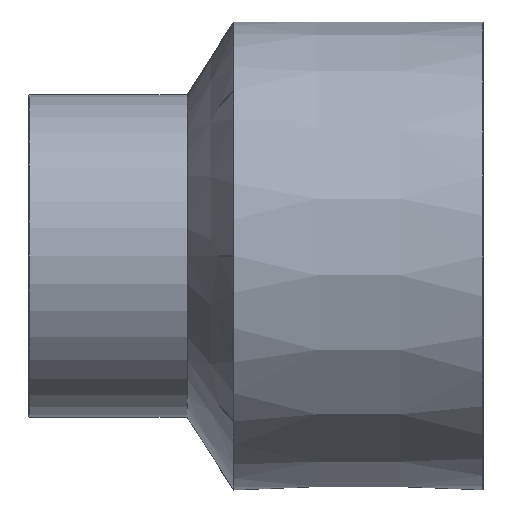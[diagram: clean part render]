
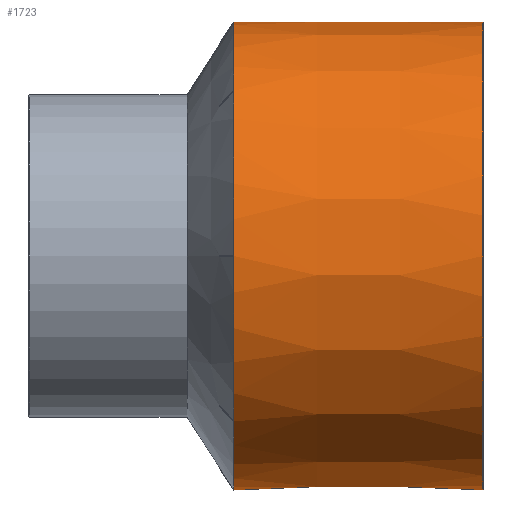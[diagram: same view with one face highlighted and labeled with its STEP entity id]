
A CAD part, left-side view. The second image highlights one B-rep face of the part: STEP entity #1723.
In plain terms, the highlighted conical face has half-angle 0.03 degrees and reference radius 90 mm.
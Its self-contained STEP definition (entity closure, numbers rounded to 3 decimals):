
#1702=CONICAL_SURFACE('',#28555,90.,0.03);
#1723=ADVANCED_FACE('',(#7783,#7784),#1702,.T.);
#4717=CIRCLE('',#28467,90.05);
#4718=CIRCLE('',#28468,90.05);
#4719=CIRCLE('',#28469,90.05);
#4720=CIRCLE('',#28470,90.05);
#4721=CIRCLE('',#28471,90.05);
#4722=CIRCLE('',#28472,90.05);
#4723=CIRCLE('',#28473,90.05);
#4724=CIRCLE('',#28474,90.05);
#4791=CIRCLE('',#28553,90.);
#4792=CIRCLE('',#28554,90.05);
#7783=FACE_BOUND('',#7884,.T.);
#7784=FACE_BOUND('',#7885,.T.);
#7884=EDGE_LOOP('',(#10533));
#7885=EDGE_LOOP('',(#10534,#10535,#10536,#10537,#10538,#10539,#10540,#10541,
#10542,#10543,#10544,#10545,#10546,#10547,#10548,#10549));
#10533=ORIENTED_EDGE('',*,*,#22296,.T.);
#10534=ORIENTED_EDGE('',*,*,#22297,.T.);
#10535=ORIENTED_EDGE('',*,*,#22130,.T.);
#10536=ORIENTED_EDGE('',*,*,#22298,.T.);
#10537=ORIENTED_EDGE('',*,*,#22186,.T.);
#10538=ORIENTED_EDGE('',*,*,#22299,.T.);
#10539=ORIENTED_EDGE('',*,*,#22178,.T.);
#10540=ORIENTED_EDGE('',*,*,#22300,.T.);
#10541=ORIENTED_EDGE('',*,*,#22170,.T.);
#10542=ORIENTED_EDGE('',*,*,#22301,.T.);
#10543=ORIENTED_EDGE('',*,*,#22162,.T.);
#10544=ORIENTED_EDGE('',*,*,#22302,.T.);
#10545=ORIENTED_EDGE('',*,*,#22154,.T.);
#10546=ORIENTED_EDGE('',*,*,#22303,.T.);
#10547=ORIENTED_EDGE('',*,*,#22146,.T.);
#10548=ORIENTED_EDGE('',*,*,#22304,.T.);
#10549=ORIENTED_EDGE('',*,*,#22138,.T.);
#19201=VERTEX_POINT('',#40837);
#19202=VERTEX_POINT('',#40839);
#19209=VERTEX_POINT('',#40922);
#19210=VERTEX_POINT('',#40924);
#19217=VERTEX_POINT('',#41007);
#19218=VERTEX_POINT('',#41009);
#19225=VERTEX_POINT('',#41092);
#19226=VERTEX_POINT('',#41094);
#19233=VERTEX_POINT('',#41177);
#19234=VERTEX_POINT('',#41179);
#19241=VERTEX_POINT('',#41262);
#19242=VERTEX_POINT('',#41264);
#19249=VERTEX_POINT('',#41347);
#19250=VERTEX_POINT('',#41349);
#19257=VERTEX_POINT('',#41432);
#19258=VERTEX_POINT('',#41434);
#19341=VERTEX_POINT('',#41806);
#22130=EDGE_CURVE('',#19202,#19201,#4717,.T.);
#22138=EDGE_CURVE('',#19210,#19209,#4718,.T.);
#22146=EDGE_CURVE('',#19218,#19217,#4719,.T.);
#22154=EDGE_CURVE('',#19226,#19225,#4720,.T.);
#22162=EDGE_CURVE('',#19234,#19233,#4721,.T.);
#22170=EDGE_CURVE('',#19242,#19241,#4722,.T.);
#22178=EDGE_CURVE('',#19250,#19249,#4723,.T.);
#22186=EDGE_CURVE('',#19258,#19257,#4724,.T.);
#22296=EDGE_CURVE('',#19341,#19341,#4791,.T.);
#22297=EDGE_CURVE('',#19209,#19202,#4792,.T.);
#22298=EDGE_CURVE('',#19201,#19258,#26567,.T.);
#22299=EDGE_CURVE('',#19257,#19250,#26568,.T.);
#22300=EDGE_CURVE('',#19249,#19242,#26569,.T.);
#22301=EDGE_CURVE('',#19241,#19234,#26570,.T.);
#22302=EDGE_CURVE('',#19233,#19226,#26571,.T.);
#22303=EDGE_CURVE('',#19225,#19218,#26572,.T.);
#22304=EDGE_CURVE('',#19217,#19210,#26573,.T.);
#26567=B_SPLINE_CURVE_WITH_KNOTS('',3,(#41808,#41809,#41810,#41811),
 .UNSPECIFIED.,.F.,.F.,(4,4),(0.,1.),.UNSPECIFIED.);
#26568=B_SPLINE_CURVE_WITH_KNOTS('',3,(#41812,#41813,#41814,#41815),
 .UNSPECIFIED.,.F.,.F.,(4,4),(0.,1.),.UNSPECIFIED.);
#26569=B_SPLINE_CURVE_WITH_KNOTS('',3,(#41816,#41817,#41818,#41819),
 .UNSPECIFIED.,.F.,.F.,(4,4),(0.,1.),.UNSPECIFIED.);
#26570=B_SPLINE_CURVE_WITH_KNOTS('',3,(#41820,#41821,#41822,#41823),
 .UNSPECIFIED.,.F.,.F.,(4,4),(0.,1.),.UNSPECIFIED.);
#26571=B_SPLINE_CURVE_WITH_KNOTS('',3,(#41824,#41825,#41826,#41827),
 .UNSPECIFIED.,.F.,.F.,(4,4),(0.,1.),.UNSPECIFIED.);
#26572=B_SPLINE_CURVE_WITH_KNOTS('',3,(#41828,#41829,#41830,#41831),
 .UNSPECIFIED.,.F.,.F.,(4,4),(0.,1.),.UNSPECIFIED.);
#26573=B_SPLINE_CURVE_WITH_KNOTS('',3,(#41832,#41833,#41834,#41835),
 .UNSPECIFIED.,.F.,.F.,(4,4),(0.,1.),.UNSPECIFIED.);
#28467=AXIS2_PLACEMENT_3D('',#40838,#30284,#30285);
#28468=AXIS2_PLACEMENT_3D('',#40923,#30286,#30287);
#28469=AXIS2_PLACEMENT_3D('',#41008,#30288,#30289);
#28470=AXIS2_PLACEMENT_3D('',#41093,#30290,#30291);
#28471=AXIS2_PLACEMENT_3D('',#41178,#30292,#30293);
#28472=AXIS2_PLACEMENT_3D('',#41263,#30294,#30295);
#28473=AXIS2_PLACEMENT_3D('',#41348,#30296,#30297);
#28474=AXIS2_PLACEMENT_3D('',#41433,#30298,#30299);
#28553=AXIS2_PLACEMENT_3D('',#41805,#30478,#30479);
#28554=AXIS2_PLACEMENT_3D('',#41807,#30480,#30481);
#28555=AXIS2_PLACEMENT_3D('',#41836,#30482,#30483);
#30284=DIRECTION('',(0.,-1.,0.));
#30285=DIRECTION('',(0.,0.,-1.));
#30286=DIRECTION('',(0.,-1.,0.));
#30287=DIRECTION('',(0.,0.,-1.));
#30288=DIRECTION('',(0.,-1.,0.));
#30289=DIRECTION('',(0.,0.,-1.));
#30290=DIRECTION('',(0.,-1.,0.));
#30291=DIRECTION('',(0.,0.,-1.));
#30292=DIRECTION('',(0.,-1.,0.));
#30293=DIRECTION('',(0.,0.,-1.));
#30294=DIRECTION('',(0.,-1.,0.));
#30295=DIRECTION('',(0.,0.,-1.));
#30296=DIRECTION('',(0.,-1.,0.));
#30297=DIRECTION('',(0.,0.,-1.));
#30298=DIRECTION('',(0.,-1.,0.));
#30299=DIRECTION('',(0.,0.,-1.));
#30478=DIRECTION('',(0.,1.,0.));
#30479=DIRECTION('',(0.,0.,-1.));
#30480=DIRECTION('',(0.,-1.,0.));
#30481=DIRECTION('',(0.,0.,-1.));
#30482=DIRECTION('',(0.,1.,0.));
#30483=DIRECTION('',(0.,0.,1.));
#40837=CARTESIAN_POINT('',(9484.486,-716.367,-209.673));
#40838=CARTESIAN_POINT('',(9548.163,-716.367,-146.));
#40839=CARTESIAN_POINT('',(9458.113,-716.367,-146.003));
#40922=CARTESIAN_POINT('',(9458.113,-716.367,-145.997));
#40923=CARTESIAN_POINT('',(9548.163,-716.367,-146.));
#40924=CARTESIAN_POINT('',(9484.486,-716.367,-82.327));
#41007=CARTESIAN_POINT('',(9484.49,-716.367,-82.323));
#41008=CARTESIAN_POINT('',(9548.163,-716.367,-146.));
#41009=CARTESIAN_POINT('',(9548.16,-716.367,-55.95));
#41092=CARTESIAN_POINT('',(9548.166,-716.367,-55.95));
#41093=CARTESIAN_POINT('',(9548.163,-716.367,-146.));
#41094=CARTESIAN_POINT('',(9611.836,-716.367,-82.323));
#41177=CARTESIAN_POINT('',(9611.84,-716.367,-82.327));
#41178=CARTESIAN_POINT('',(9548.163,-716.367,-146.));
#41179=CARTESIAN_POINT('',(9638.213,-716.367,-145.997));
#41262=CARTESIAN_POINT('',(9638.213,-716.367,-146.003));
#41263=CARTESIAN_POINT('',(9548.163,-716.367,-146.));
#41264=CARTESIAN_POINT('',(9611.84,-716.367,-209.673));
#41347=CARTESIAN_POINT('',(9611.836,-716.367,-209.677));
#41348=CARTESIAN_POINT('',(9548.163,-716.367,-146.));
#41349=CARTESIAN_POINT('',(9548.166,-716.367,-236.05));
#41432=CARTESIAN_POINT('',(9548.16,-716.367,-236.05));
#41433=CARTESIAN_POINT('',(9548.163,-716.367,-146.));
#41434=CARTESIAN_POINT('',(9484.49,-716.367,-209.677));
#41805=CARTESIAN_POINT('',(9548.163,-812.117,-146.));
#41806=CARTESIAN_POINT('',(9548.163,-812.117,-236.));
#41807=CARTESIAN_POINT('',(9548.163,-716.367,-146.));
#41808=CARTESIAN_POINT('',(9484.486,-716.367,-209.673));
#41809=CARTESIAN_POINT('',(9484.487,-716.367,-209.674));
#41810=CARTESIAN_POINT('',(9484.489,-716.367,-209.676));
#41811=CARTESIAN_POINT('',(9484.49,-716.367,-209.677));
#41812=CARTESIAN_POINT('',(9548.16,-716.367,-236.05));
#41813=CARTESIAN_POINT('',(9548.162,-716.367,-236.05));
#41814=CARTESIAN_POINT('',(9548.164,-716.367,-236.05));
#41815=CARTESIAN_POINT('',(9548.166,-716.367,-236.05));
#41816=CARTESIAN_POINT('',(9611.836,-716.367,-209.677));
#41817=CARTESIAN_POINT('',(9611.837,-716.367,-209.676));
#41818=CARTESIAN_POINT('',(9611.839,-716.367,-209.674));
#41819=CARTESIAN_POINT('',(9611.84,-716.367,-209.673));
#41820=CARTESIAN_POINT('',(9638.213,-716.367,-146.003));
#41821=CARTESIAN_POINT('',(9638.213,-716.367,-146.001));
#41822=CARTESIAN_POINT('',(9638.213,-716.367,-145.999));
#41823=CARTESIAN_POINT('',(9638.213,-716.367,-145.997));
#41824=CARTESIAN_POINT('',(9611.84,-716.367,-82.327));
#41825=CARTESIAN_POINT('',(9611.839,-716.367,-82.326));
#41826=CARTESIAN_POINT('',(9611.837,-716.367,-82.324));
#41827=CARTESIAN_POINT('',(9611.836,-716.367,-82.323));
#41828=CARTESIAN_POINT('',(9548.166,-716.367,-55.95));
#41829=CARTESIAN_POINT('',(9548.164,-716.367,-55.95));
#41830=CARTESIAN_POINT('',(9548.162,-716.367,-55.95));
#41831=CARTESIAN_POINT('',(9548.16,-716.367,-55.95));
#41832=CARTESIAN_POINT('',(9484.49,-716.367,-82.323));
#41833=CARTESIAN_POINT('',(9484.489,-716.367,-82.324));
#41834=CARTESIAN_POINT('',(9484.487,-716.367,-82.326));
#41835=CARTESIAN_POINT('',(9484.486,-716.367,-82.327));
#41836=CARTESIAN_POINT('',(9548.163,-812.367,-146.));
